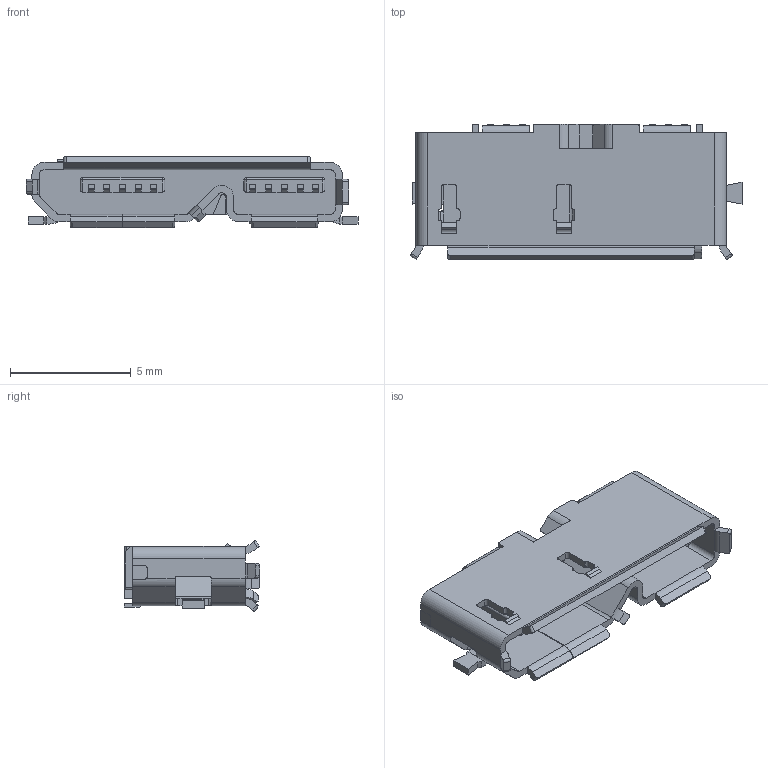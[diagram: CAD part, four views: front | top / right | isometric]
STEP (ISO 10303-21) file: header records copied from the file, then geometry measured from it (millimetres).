
FILE_DESCRIPTION(/* description */ (''),/* implementation_level */ '2;1');
FILE_NAME(/* name */ 'WURTH_692622030100.stp',/* time_stamp */ '2017-03-15T15:30:22+01:00',/* author */ ('jchouvet'),/* organization */ ('Unknown'),/* preprocessor_version */ 'ST-DEVELOPER v16.1',/* originating_system */ 'AutoCAD Mechanical',/* authorisation */ ' ');
FILE_SCHEMA (('AUTOMOTIVE_DESIGN { 1 0 10303 214 3 1 1 }'));
Length unit declared in the file: millimetre
Products named in the file (1): Product
Bounding box: 13.74 x 5.6 x 2.95 mm (x, y, z)
Volume: 76.9 mm3; surface area: 470.1 mm2
Topology: 22 solids, 22 shells, 664 faces, 1787 edges, 1183 vertices
Faces by surface type: plane 437, cylinder 221, sphere 4, bspline 2
Entity records: 20701 total; most frequent: CARTESIAN_POINT 3707, DIRECTION 3544, ORIENTED_EDGE 3522, EDGE_CURVE 1761, LINE 1310, VECTOR 1310, VERTEX_POINT 1139, AXIS2_PLACEMENT_3D 1117
